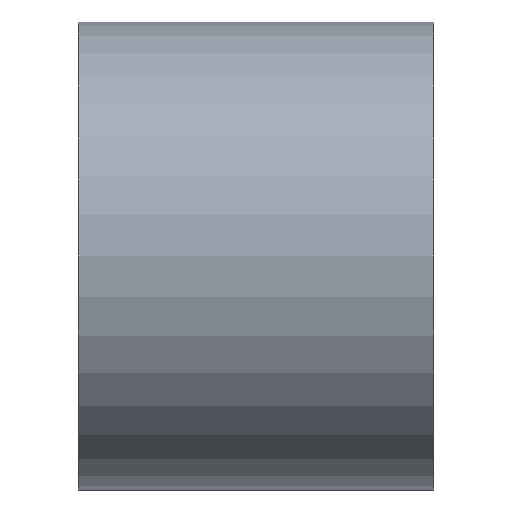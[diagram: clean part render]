
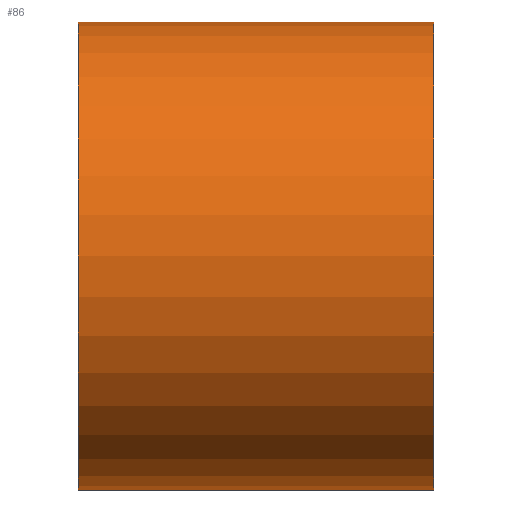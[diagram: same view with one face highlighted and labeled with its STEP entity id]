
A CAD part, front view. The second image highlights one B-rep face of the part: STEP entity #86.
In plain terms, the highlighted cylindrical face has radius 12.5 mm (diameter 25 mm), a full revolution.
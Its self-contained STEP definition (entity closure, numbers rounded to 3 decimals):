
#18=CYLINDRICAL_SURFACE($,#101,12.5);
#22=FACE_BOUND($,#40,.T.);
#29=FACE_OUTER_BOUND($,#39,.T.);
#39=EDGE_LOOP($,(#74));
#40=EDGE_LOOP($,(#75));
#52=CIRCLE($,#102,12.5);
#53=CIRCLE($,#103,12.5);
#59=VERTEX_POINT($,#152);
#60=VERTEX_POINT($,#154);
#66=EDGE_CURVE($,#59,#59,#52,.T.);
#67=EDGE_CURVE($,#60,#60,#53,.T.);
#74=ORIENTED_EDGE($,*,*,#66,.F.);
#75=ORIENTED_EDGE($,*,*,#67,.T.);
#86=ADVANCED_FACE($,(#29,#22),#18,.T.);
#101=AXIS2_PLACEMENT_3D($,#151,#125,#126);
#102=AXIS2_PLACEMENT_3D($,#153,#127,#128);
#103=AXIS2_PLACEMENT_3D($,#155,#129,#130);
#125=DIRECTION('center_axis',(1.,0.,0.));
#126=DIRECTION('ref_axis',(0.,-1.,0.));
#127=DIRECTION('center_axis',(-1.,0.,0.));
#128=DIRECTION('ref_axis',(0.,-1.,0.));
#129=DIRECTION('center_axis',(-1.,0.,0.));
#130=DIRECTION('ref_axis',(0.,-1.,0.));
#151=CARTESIAN_POINT('Origin',(-9.089,0.,0.));
#152=CARTESIAN_POINT('',(-9.089,12.5,0.));
#153=CARTESIAN_POINT('Origin',(-9.089,0.,0.));
#154=CARTESIAN_POINT('',(9.911,12.5,0.));
#155=CARTESIAN_POINT('Origin',(9.911,0.,0.));
